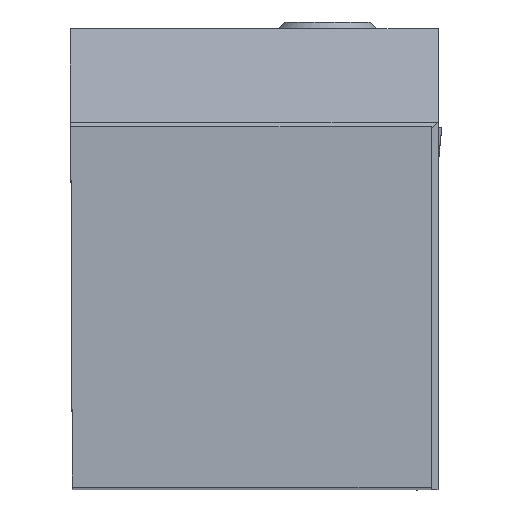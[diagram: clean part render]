
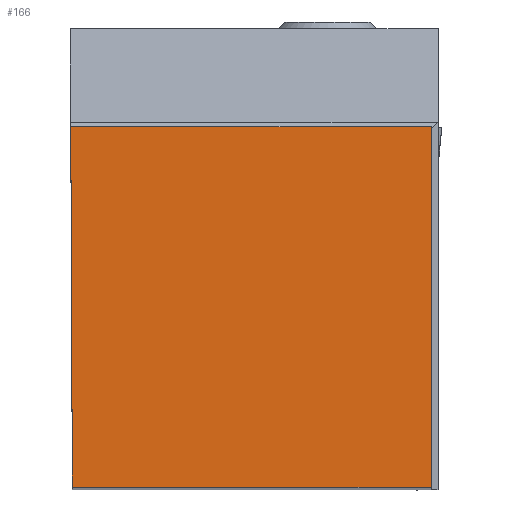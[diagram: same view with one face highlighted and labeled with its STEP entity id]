
A CAD part, top view. The second image highlights one B-rep face of the part: STEP entity #166.
In plain terms, the highlighted planar face has unit normal (0, 0, 1).
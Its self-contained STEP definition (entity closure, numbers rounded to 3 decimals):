
#166=ADVANCED_FACE('BLANK_BOXF006',(#268),#214,.F.);
#214=PLANE('',#1290);
#268=FACE_OUTER_BOUND('',#325,.T.);
#325=EDGE_LOOP('',(#577,#578,#579,#580));
#577=ORIENTED_EDGE('',*,*,#893,.T.);
#578=ORIENTED_EDGE('',*,*,#894,.T.);
#579=ORIENTED_EDGE('',*,*,#895,.T.);
#580=ORIENTED_EDGE('',*,*,#887,.T.);
#750=VERTEX_POINT('',#2004);
#751=VERTEX_POINT('',#2006);
#754=VERTEX_POINT('',#2017);
#755=VERTEX_POINT('',#2019);
#887=EDGE_CURVE('',#751,#750,#1014,.T.);
#893=EDGE_CURVE('',#750,#754,#1020,.T.);
#894=EDGE_CURVE('',#754,#755,#1021,.T.);
#895=EDGE_CURVE('',#755,#751,#1022,.T.);
#1014=LINE('',#2005,#1143);
#1020=LINE('',#2016,#1149);
#1021=LINE('',#2018,#1150);
#1022=LINE('',#2020,#1151);
#1143=VECTOR('',#1524,1.);
#1149=VECTOR('',#1534,1.);
#1150=VECTOR('',#1535,1.);
#1151=VECTOR('',#1536,1.);
#1290=AXIS2_PLACEMENT_3D('',#2021,#1537,#1538);
#1524=DIRECTION('',(1.,0.,0.));
#1534=DIRECTION('',(0.,1.,0.));
#1535=DIRECTION('',(-1.,0.,0.));
#1536=DIRECTION('',(0.004,-1.,0.));
#1537=DIRECTION('',(0.,0.,-1.));
#1538=DIRECTION('',(0.,-1.,0.));
#2004=CARTESIAN_POINT('',(25.273,0.,0.));
#2005=CARTESIAN_POINT('',(-126.2,0.,0.));
#2006=CARTESIAN_POINT('',(0.11,0.,0.));
#2016=CARTESIAN_POINT('',(25.273,-126.2,0.));
#2017=CARTESIAN_POINT('',(25.273,25.273,0.));
#2018=CARTESIAN_POINT('',(126.2,25.273,0.));
#2019=CARTESIAN_POINT('',(0.,25.273,0.));
#2020=CARTESIAN_POINT('',(-0.44,126.199,0.));
#2021=CARTESIAN_POINT('',(25.76,-5.,0.));
